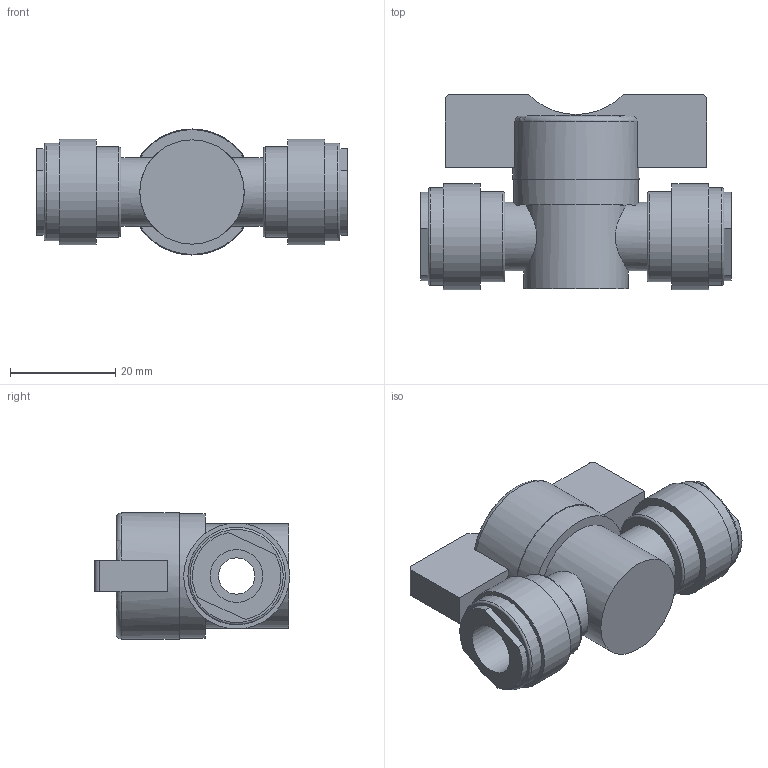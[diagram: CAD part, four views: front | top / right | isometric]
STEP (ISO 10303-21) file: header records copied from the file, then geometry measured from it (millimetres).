
FILE_DESCRIPTION(/* description */ (''),/* implementation_level */ '2;1');
FILE_NAME(/* name */ 'inet kugelhahn_v1.step',/* time_stamp */ '2025-03-29T15:30:44+01:00',/* author */ (''),/* organization */ (''),/* preprocessor_version */ 'ST-DEVELOPER v20.1',/* originating_system */ 'Autodesk Translation Framework v14.4.0.0',/* authorisation */ '');
FILE_SCHEMA (('AUTOMOTIVE_DESIGN { 1 0 10303 214 3 1 1 }'));
Length unit declared in the file: millimetre
Products named in the file (1): inet kugelhahn
Bounding box: 59 x 37.05 x 23.94 mm (x, y, z)
Volume: 21614.6 mm3; surface area: 10749.6 mm2
Topology: 2 solids, 2 shells, 66 faces, 148 edges, 98 vertices
Faces by surface type: plane 37, cylinder 23, torus 6
Full cylindrical faces by diameter (mm): 6.9 x1, 10 x2, 13 x2, 17.1 x2, 18.5 x2, 19.8 x1, 20.1 x4, 23.7 x1, 23.941 x1
Entity records: 2001 total; most frequent: CARTESIAN_POINT 427, DIRECTION 340, ORIENTED_EDGE 296, EDGE_CURVE 148, AXIS2_PLACEMENT_3D 135, VERTEX_POINT 98, EDGE_LOOP 80, LINE 70
